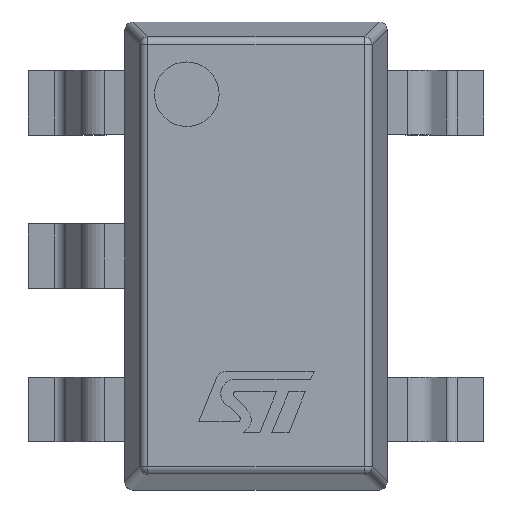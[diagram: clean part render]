
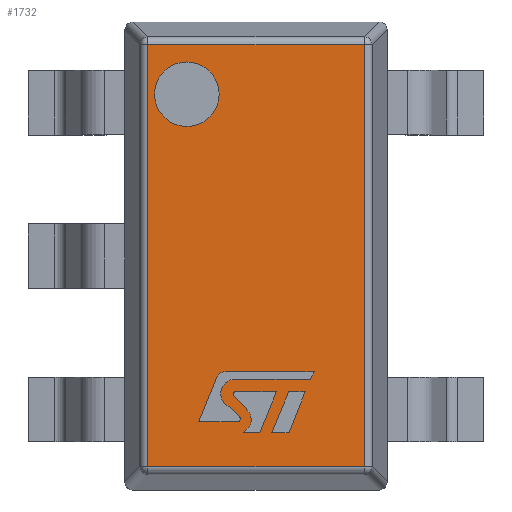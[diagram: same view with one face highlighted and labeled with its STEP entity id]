
A CAD part, top view. The second image highlights one B-rep face of the part: STEP entity #1732.
In plain terms, the highlighted planar face has unit normal (0, 0, 1).
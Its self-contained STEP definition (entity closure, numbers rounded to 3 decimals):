
#86=PLANE('',#2039);
#238=FACE_OUTER_BOUND('',#342,.T.);
#342=EDGE_LOOP('',(#1319,#1320,#1321,#1322));
#450=LINE('',#2801,#616);
#452=LINE('',#2811,#618);
#472=LINE('',#2883,#638);
#474=LINE('',#2886,#640);
#616=VECTOR('',#2245,10.);
#618=VECTOR('',#2257,10.);
#638=VECTOR('',#2341,10.);
#640=VECTOR('',#2345,10.);
#778=VERTEX_POINT('',#2737);
#800=VERTEX_POINT('',#2791);
#802=VERTEX_POINT('',#2803);
#812=VERTEX_POINT('',#2840);
#965=EDGE_CURVE('',#778,#800,#450,.T.);
#970=EDGE_CURVE('',#802,#778,#452,.T.);
#1008=EDGE_CURVE('',#800,#812,#472,.T.);
#1010=EDGE_CURVE('',#812,#802,#474,.T.);
#1319=ORIENTED_EDGE('',*,*,#965,.F.);
#1320=ORIENTED_EDGE('',*,*,#970,.F.);
#1321=ORIENTED_EDGE('',*,*,#1010,.F.);
#1322=ORIENTED_EDGE('',*,*,#1008,.F.);
#1732=ADVANCED_FACE('',(#238),#86,.T.);
#2039=AXIS2_PLACEMENT_3D('',#2900,#2365,#2366);
#2245=DIRECTION('',(0.,1.,0.));
#2257=DIRECTION('',(-1.,0.,0.));
#2341=DIRECTION('',(1.,0.,0.));
#2345=DIRECTION('',(0.,-1.,0.));
#2365=DIRECTION('center_axis',(0.,0.,1.));
#2366=DIRECTION('ref_axis',(1.,0.,0.));
#2737=CARTESIAN_POINT('',(-0.67,-1.308,1.3));
#2791=CARTESIAN_POINT('',(-0.67,1.308,1.3));
#2801=CARTESIAN_POINT('',(-0.67,0.363,1.3));
#2803=CARTESIAN_POINT('',(0.67,-1.308,1.3));
#2811=CARTESIAN_POINT('',(-0.203,-1.308,1.3));
#2840=CARTESIAN_POINT('',(0.67,1.308,1.3));
#2883=CARTESIAN_POINT('',(0.203,1.308,1.3));
#2886=CARTESIAN_POINT('',(0.67,-0.363,1.3));
#2900=CARTESIAN_POINT('Origin',(0.,0.,1.3));
